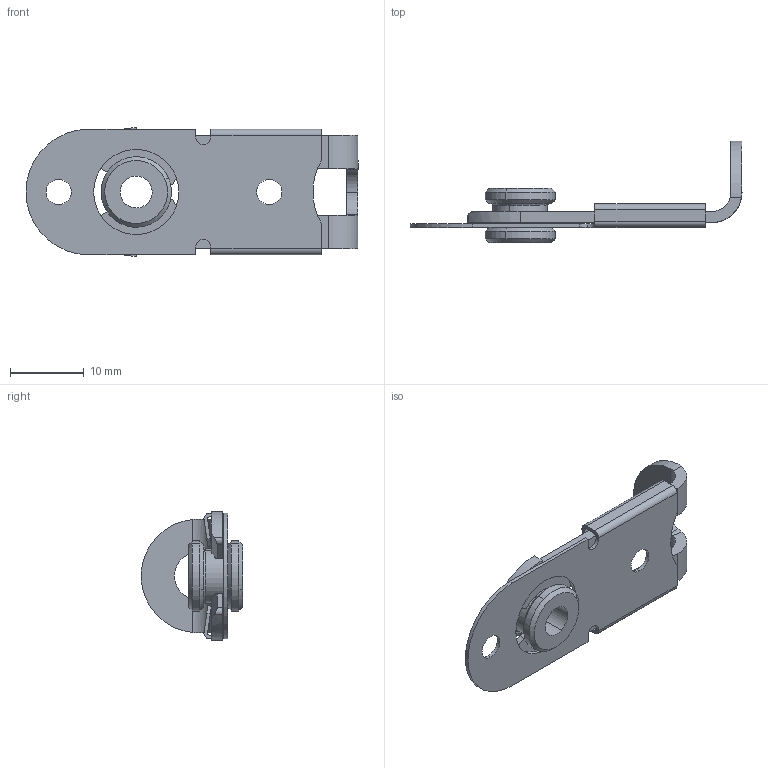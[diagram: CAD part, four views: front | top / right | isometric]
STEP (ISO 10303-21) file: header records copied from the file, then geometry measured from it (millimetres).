
FILE_DESCRIPTION (( 'STEP AP203' ), '1' );
FILE_NAME ('1872A71_Slide-Snap Draw Latch.STEP', '2021-09-07T21:09:47', ( 'Administrator' ), ( 'Managed by Terraform' ), 'SwSTEP 2.0', 'SolidWorks 2017', '' );
FILE_SCHEMA (( 'CONFIG_CONTROL_DESIGN' ));
Length unit declared in the file: inch
Products named in the file (1): 1872A71_Slide-Snap Draw Latch
Bounding box: 44.91 x 13.69 x 17.42 mm (x, y, z)
Volume: 1284.6 mm3; surface area: 3044.6 mm2
Topology: 3 solids, 3 shells, 104 faces, 276 edges, 180 vertices
Faces by surface type: plane 46, cylinder 44, cone 8, bspline 6
Entity records: 3403 total; most frequent: CARTESIAN_POINT 703, DIRECTION 554, ORIENTED_EDGE 552, EDGE_CURVE 276, AXIS2_PLACEMENT_3D 199, VERTEX_POINT 180, VECTOR 156, LINE 156
